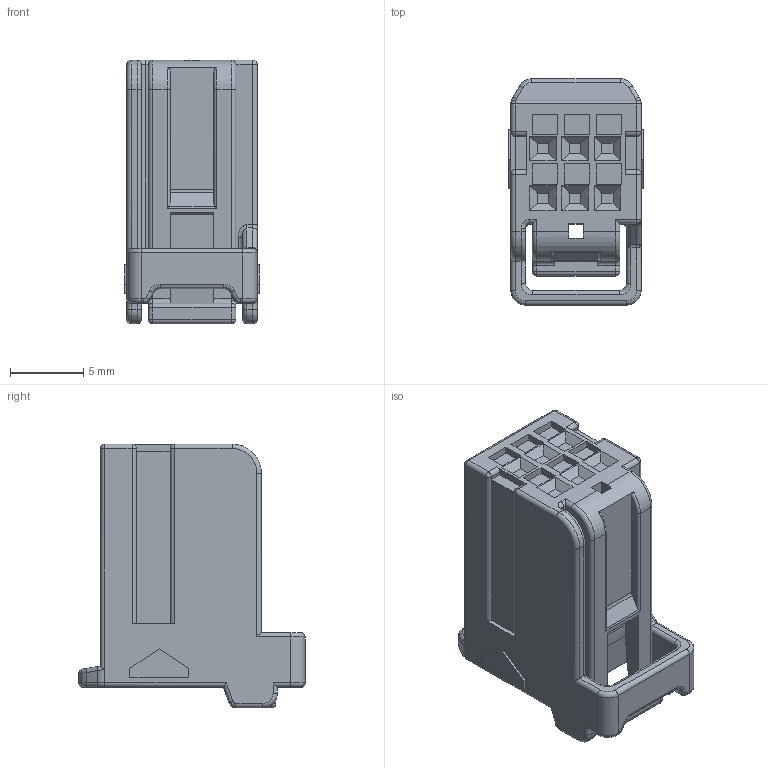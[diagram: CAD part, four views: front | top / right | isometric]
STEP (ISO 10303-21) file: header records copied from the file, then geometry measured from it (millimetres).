
FILE_DESCRIPTION((''),'2;1');
FILE_NAME('025_II_6F_HSG_VER02','2023-01-04T09:06:39',('jhryu'),(''),'CREO PARAMETRIC BY PTC INC, 2017380','CREO PARAMETRIC BY PTC INC, 2017380','');
FILE_SCHEMA(('CONFIG_CONTROL_DESIGN'));
Length unit declared in the file: millimetre
Products named in the file (1): 025_II_6F_HSG_VER02
Bounding box: 9.22 x 15.5 x 18.05 mm (x, y, z)
Volume: 1443 mm3; surface area: 1292.3 mm2
Topology: 1 solids, 1 shells, 842 faces, 2235 edges, 1433 vertices
Faces by surface type: plane 609, cylinder 152, torus 38, bspline 25, sphere 15, cone 2, extrusion 1
Entity records: 26620 total; most frequent: CARTESIAN_POINT 5663, ORIENTED_EDGE 4466, DIRECTION 4125, EDGE_CURVE 2233, VECTOR 1845, LINE 1844, VERTEX_POINT 1433, AXIS2_PLACEMENT_3D 1140
